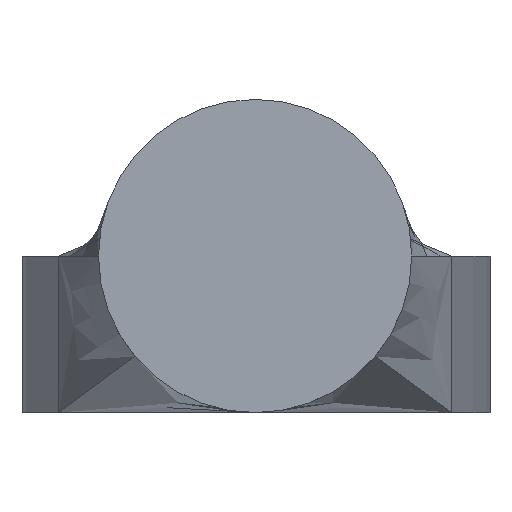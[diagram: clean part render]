
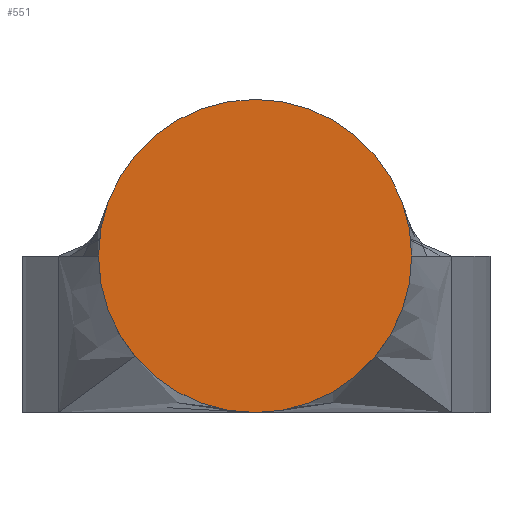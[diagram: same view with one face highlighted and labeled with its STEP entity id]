
A CAD part, front view. The second image highlights one B-rep face of the part: STEP entity #551.
In plain terms, the highlighted planar face has unit normal (0, -1, 0).
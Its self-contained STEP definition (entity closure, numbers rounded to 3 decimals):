
#1 = DIRECTION ( 'NONE',  ( 0., 0., 1. ) ) ;
#12 = ORIENTED_EDGE ( 'NONE', *, *, #174, .T. ) ;
#34 = CARTESIAN_POINT ( 'NONE',  ( 0., -1000., 0. ) ) ;
#35 = AXIS2_PLACEMENT_3D ( 'NONE', #168, #106, #40 ) ;
#40 = DIRECTION ( 'NONE',  ( 0., 0., 1. ) ) ;
#67 = DIRECTION ( 'NONE',  ( 0., 1., 0. ) ) ;
#71 = EDGE_LOOP ( 'NONE', ( #289, #12 ) ) ;
#102 = DIRECTION ( 'NONE',  ( 0., 0., 1. ) ) ;
#106 = DIRECTION ( 'NONE',  ( 0., -1., 0. ) ) ;
#130 = CARTESIAN_POINT ( 'NONE',  ( 0., -1000., 0. ) ) ;
#139 = CIRCLE ( 'NONE', #35, 3. ) ;
#168 = CARTESIAN_POINT ( 'NONE',  ( 0., -1000., 0. ) ) ;
#174 = EDGE_CURVE ( 'NONE', #375, #510, #290, .T. ) ;
#177 = AXIS2_PLACEMENT_3D ( 'NONE', #34, #298, #102 ) ;
#184 = CARTESIAN_POINT ( 'NONE',  ( 0., -1000., -3. ) ) ;
#212 = CARTESIAN_POINT ( 'NONE',  ( 0., -1000., 3. ) ) ;
#264 = PLANE ( 'NONE',  #582 ) ;
#289 = ORIENTED_EDGE ( 'NONE', *, *, #398, .T. ) ;
#290 = CIRCLE ( 'NONE', #177, 3. ) ;
#298 = DIRECTION ( 'NONE',  ( 0., -1., 0. ) ) ;
#344 = FACE_OUTER_BOUND ( 'NONE', #71, .T. ) ;
#375 = VERTEX_POINT ( 'NONE', #184 ) ;
#398 = EDGE_CURVE ( 'NONE', #510, #375, #139, .T. ) ;
#510 = VERTEX_POINT ( 'NONE', #212 ) ;
#551 = ADVANCED_FACE ( 'NONE', ( #344 ), #264, .F. ) ;
#582 = AXIS2_PLACEMENT_3D ( 'NONE', #130, #67, #1 ) ;
